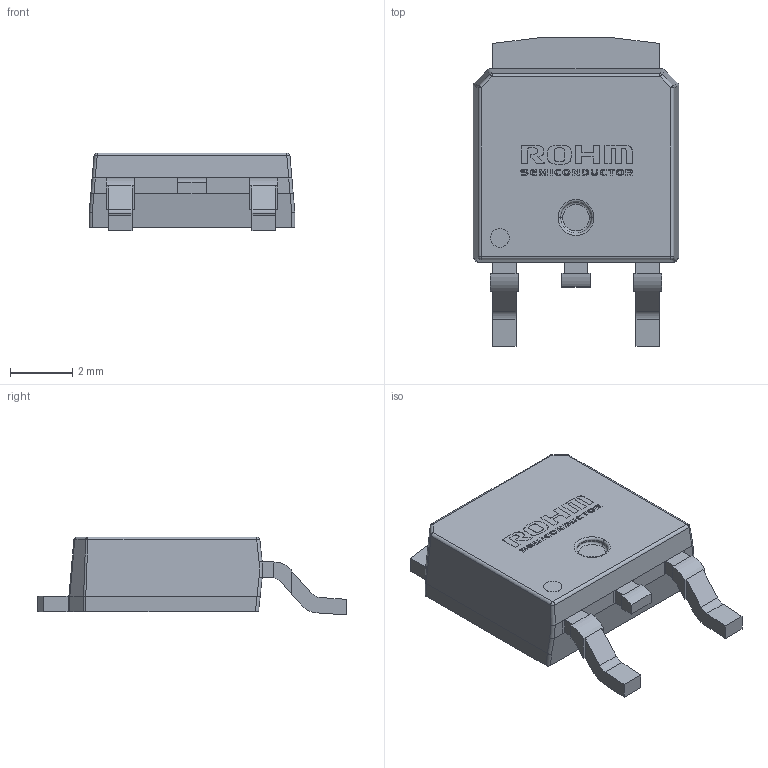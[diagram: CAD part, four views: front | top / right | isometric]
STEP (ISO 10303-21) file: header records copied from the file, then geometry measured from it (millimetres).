
FILE_DESCRIPTION (( 'STEP AP214' ), '1' );
FILE_NAME ('ROHM TO-252.STEP', '2022-10-09T18:42:36', ( '' ), ( '' ), 'SwSTEP 2.0', 'SolidWorks 2022', '' );
FILE_SCHEMA (( 'AUTOMOTIVE_DESIGN' ));
Length unit declared in the file: millimetre
Products named in the file (3): ROHM TO-252; Rohm Logo-LAPTOP-NQA1DCQ3
Assembly tree (2 placements, depth 2):
  ROHM TO-252
    ROHM TO-252
    Rohm Logo-LAPTOP-NQA1DCQ3
Bounding box: 6.6 x 9.9 x 2.5 mm (x, y, z)
Volume: 99.4 mm3; surface area: 237.7 mm2
Topology: 23 solids, 23 shells, 445 faces, 1154 edges, 758 vertices
Faces by surface type: plane 239, bspline 143, cylinder 53, sphere 6, torus 4
Entity records: 15622 total; most frequent: CARTESIAN_POINT 4275, ORIENTED_EDGE 2308, DIRECTION 1560, EDGE_CURVE 1154, VERTEX_POINT 758, LINE 754, VECTOR 754, EDGE_LOOP 460
